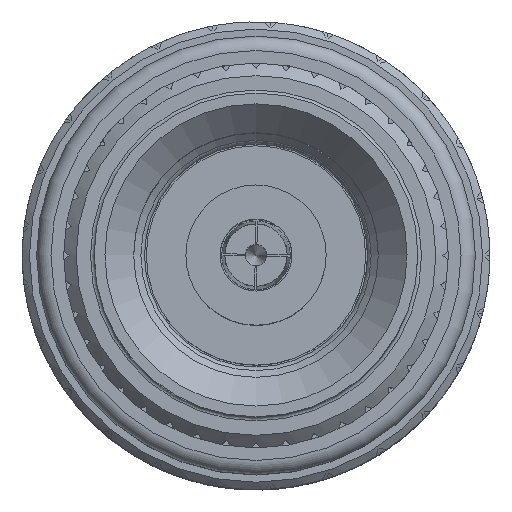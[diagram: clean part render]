
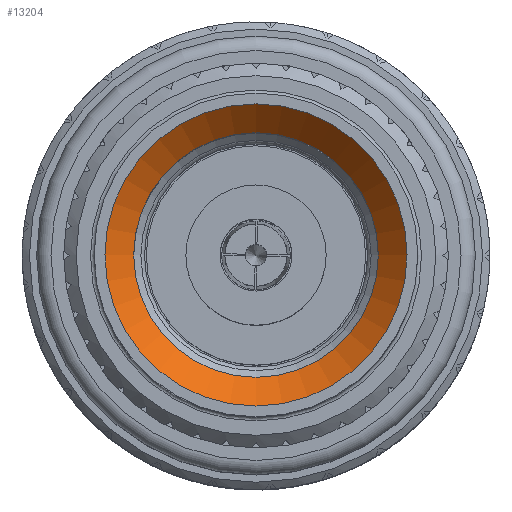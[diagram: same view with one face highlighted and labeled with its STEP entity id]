
A CAD part, top view. The second image highlights one B-rep face of the part: STEP entity #13204.
In plain terms, the highlighted conical face has half-angle 45 degrees and reference radius 1.7 mm.
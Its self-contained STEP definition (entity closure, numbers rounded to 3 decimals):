
#13204 = ADVANCED_FACE( '', ( #34350, #34351 ), #34352, .F. );
#34350 = FACE_OUTER_BOUND( '', #118345, .T. );
#34351 = FACE_BOUND( '', #118346, .T. );
#34352 = CONICAL_SURFACE( '', #118347, 1.7, 0.785 );
#118345 = EDGE_LOOP( '', ( #400314 ) );
#118346 = EDGE_LOOP( '', ( #400315 ) );
#118347 = AXIS2_PLACEMENT_3D( '', #400316, #400317, #400318 );
#400314 = ORIENTED_EDGE( '', *, *, #458826, .F. );
#400315 = ORIENTED_EDGE( '', *, *, #458827, .F. );
#400316 = CARTESIAN_POINT( '', ( 0., 0., 7.191 ) );
#400317 = DIRECTION( '', ( 0., 0., 1. ) );
#400318 = DIRECTION( '', ( 1., 0., 0. ) );
#458826 = EDGE_CURVE( '', #495305, #495305, #495306, .F. );
#458827 = EDGE_CURVE( '', #495307, #495307, #495308, .T. );
#495305 = VERTEX_POINT( '', #588871 );
#495306 = CIRCLE( '', #588872, 2.1 );
#495307 = VERTEX_POINT( '', #588873 );
#495308 = CIRCLE( '', #588874, 1.7 );
#588871 = CARTESIAN_POINT( '', ( 2.1, 0., 7.591 ) );
#588872 = AXIS2_PLACEMENT_3D( '', #720489, #720490, #720491 );
#588873 = CARTESIAN_POINT( '', ( 1.7, 0., 7.191 ) );
#588874 = AXIS2_PLACEMENT_3D( '', #720492, #720493, #720494 );
#720489 = CARTESIAN_POINT( '', ( 0., 0., 7.591 ) );
#720490 = DIRECTION( '', ( 0., 0., 1. ) );
#720491 = DIRECTION( '', ( 1., 0., 0. ) );
#720492 = CARTESIAN_POINT( '', ( 0., 0., 7.191 ) );
#720493 = DIRECTION( '', ( 0., 0., 1. ) );
#720494 = DIRECTION( '', ( 1., 0., 0. ) );
